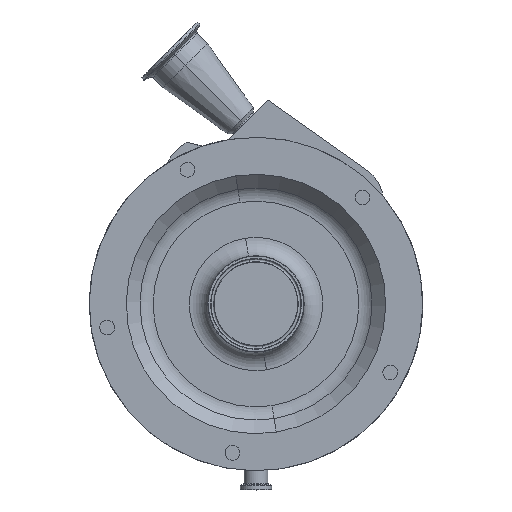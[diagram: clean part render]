
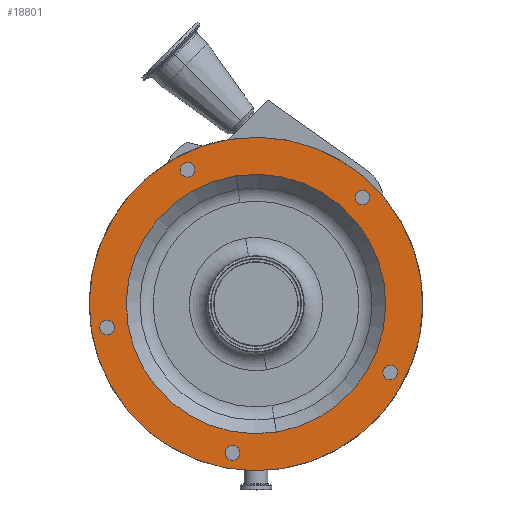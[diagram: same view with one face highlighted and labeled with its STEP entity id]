
A CAD part, top view. The second image highlights one B-rep face of the part: STEP entity #18801.
In plain terms, the highlighted planar face has unit normal (0, 0, 1).
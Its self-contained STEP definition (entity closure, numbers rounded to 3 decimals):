
#83 = FACE_BOUND ( 'NONE', #4055, .T. ) ;
#122 = ORIENTED_EDGE ( 'NONE', *, *, #18870, .F. ) ;
#319 = DIRECTION ( 'NONE',  ( 0., 0., 1. ) ) ;
#676 = DIRECTION ( 'NONE',  ( 0.891, 0.454, 0. ) ) ;
#1408 = CARTESIAN_POINT ( 'NONE',  ( -16.426, 103.707, 241. ) ) ;
#1483 = CARTESIAN_POINT ( 'NONE',  ( -19.085, -120.498, 241. ) ) ;
#1510 = ORIENTED_EDGE ( 'NONE', *, *, #13044, .T. ) ;
#1759 = CIRCLE ( 'NONE', #4855, 6. ) ;
#1849 = CARTESIAN_POINT ( 'NONE',  ( -120.498, -19.085, 241. ) ) ;
#1904 = VERTEX_POINT ( 'NONE', #18656 ) ;
#1946 = DIRECTION ( 'NONE',  ( 0., 0., 1. ) ) ;
#2329 = CARTESIAN_POINT ( 'NONE',  ( 0., 0., 241. ) ) ;
#2594 = DIRECTION ( 'NONE',  ( 0., 0., 1. ) ) ;
#2601 = CIRCLE ( 'NONE', #12788, 105. ) ;
#2933 = DIRECTION ( 'NONE',  ( -0.988, 0.156, 0. ) ) ;
#2961 = CIRCLE ( 'NONE', #5438, 6. ) ;
#3100 = FACE_BOUND ( 'NONE', #4934, .T. ) ;
#3150 = VERTEX_POINT ( 'NONE', #3820 ) ;
#3179 = CIRCLE ( 'NONE', #7811, 6. ) ;
#3198 = DIRECTION ( 'NONE',  ( 0., 0., 1. ) ) ;
#3293 = VERTEX_POINT ( 'NONE', #11364 ) ;
#3596 = CARTESIAN_POINT ( 'NONE',  ( -60.733, 105.979, 241. ) ) ;
#3656 = CIRCLE ( 'NONE', #14453, 105. ) ;
#3671 = FACE_BOUND ( 'NONE', #15855, .T. ) ;
#3820 = CARTESIAN_POINT ( 'NONE',  ( 105.979, -60.733, 241. ) ) ;
#3863 = VERTEX_POINT ( 'NONE', #1408 ) ;
#3923 = DIRECTION ( 'NONE',  ( 0., 0., 1. ) ) ;
#4016 = DIRECTION ( 'NONE',  ( 0., 0., 1. ) ) ;
#4052 = EDGE_CURVE ( 'NONE', #3293, #3150, #1759, .T. ) ;
#4055 = EDGE_LOOP ( 'NONE', ( #122, #13881 ) ) ;
#4110 = CARTESIAN_POINT ( 'NONE',  ( -55.387, 108.703, 241. ) ) ;
#4209 = DIRECTION ( 'NONE',  ( -0.156, 0.988, 0. ) ) ;
#4216 = DIRECTION ( 'NONE',  ( 0., 0., 1. ) ) ;
#4620 = AXIS2_PLACEMENT_3D ( 'NONE', #11276, #3923, #9740 ) ;
#4764 = CARTESIAN_POINT ( 'NONE',  ( -121.437, -13.159, 241. ) ) ;
#4836 = FACE_BOUND ( 'NONE', #16100, .T. ) ;
#4855 = AXIS2_PLACEMENT_3D ( 'NONE', #5374, #4016, #9832 ) ;
#4900 = CIRCLE ( 'NONE', #7055, 6. ) ;
#4934 = EDGE_LOOP ( 'NONE', ( #9442, #17502 ) ) ;
#5374 = CARTESIAN_POINT ( 'NONE',  ( 108.703, -55.387, 241. ) ) ;
#5438 = AXIS2_PLACEMENT_3D ( 'NONE', #16512, #11608, #17506 ) ;
#5498 = CARTESIAN_POINT ( 'NONE',  ( 86.267, 86.267, 241. ) ) ;
#6141 = DIRECTION ( 'NONE',  ( 0., 0., 1. ) ) ;
#6204 = DIRECTION ( 'NONE',  ( -0.156, 0.988, 0. ) ) ;
#6538 = ORIENTED_EDGE ( 'NONE', *, *, #10254, .F. ) ;
#6698 = EDGE_CURVE ( 'NONE', #14695, #18275, #18281, .T. ) ;
#6849 = EDGE_CURVE ( 'NONE', #14711, #11966, #3179, .T. ) ;
#7055 = AXIS2_PLACEMENT_3D ( 'NONE', #4110, #17271, #17171 ) ;
#7373 = CIRCLE ( 'NONE', #13553, 6. ) ;
#7410 = ORIENTED_EDGE ( 'NONE', *, *, #6849, .F. ) ;
#7529 = ORIENTED_EDGE ( 'NONE', *, *, #10419, .T. ) ;
#7811 = AXIS2_PLACEMENT_3D ( 'NONE', #10563, #3198, #676 ) ;
#8091 = EDGE_LOOP ( 'NONE', ( #7529, #1510 ) ) ;
#8113 = EDGE_CURVE ( 'NONE', #3863, #9158, #2601, .T. ) ;
#8468 = CARTESIAN_POINT ( 'NONE',  ( 0., 0., 241. ) ) ;
#8491 = AXIS2_PLACEMENT_3D ( 'NONE', #8468, #17455, #17551 ) ;
#8553 = CARTESIAN_POINT ( 'NONE',  ( -13.159, -121.437, 241. ) ) ;
#8610 = CIRCLE ( 'NONE', #11670, 6. ) ;
#8790 = EDGE_LOOP ( 'NONE', ( #10445, #7410 ) ) ;
#8904 = FACE_BOUND ( 'NONE', #8790, .T. ) ;
#9123 = VERTEX_POINT ( 'NONE', #10824 ) ;
#9158 = VERTEX_POINT ( 'NONE', #14279 ) ;
#9442 = ORIENTED_EDGE ( 'NONE', *, *, #11044, .F. ) ;
#9483 = DIRECTION ( 'NONE',  ( 0., 0., -1. ) ) ;
#9740 = DIRECTION ( 'NONE',  ( -0.156, 0.988, 0. ) ) ;
#9832 = DIRECTION ( 'NONE',  ( -0.454, -0.891, 0. ) ) ;
#9834 = AXIS2_PLACEMENT_3D ( 'NONE', #1483, #319, #2933 ) ;
#10216 = CARTESIAN_POINT ( 'NONE',  ( -19.085, -120.498, 241. ) ) ;
#10254 = EDGE_CURVE ( 'NONE', #3150, #3293, #2961, .T. ) ;
#10402 = CARTESIAN_POINT ( 'NONE',  ( 86.267, 86.267, 241. ) ) ;
#10414 = ORIENTED_EDGE ( 'NONE', *, *, #8113, .F. ) ;
#10419 = EDGE_CURVE ( 'NONE', #9123, #16169, #10676, .T. ) ;
#10430 = EDGE_CURVE ( 'NONE', #10984, #12735, #18421, .T. ) ;
#10445 = ORIENTED_EDGE ( 'NONE', *, *, #13923, .F. ) ;
#10563 = CARTESIAN_POINT ( 'NONE',  ( -55.387, 108.703, 241. ) ) ;
#10655 = CARTESIAN_POINT ( 'NONE',  ( 0., 0., 241. ) ) ;
#10676 = CIRCLE ( 'NONE', #8491, 135. ) ;
#10743 = DIRECTION ( 'NONE',  ( -1., 0., 0. ) ) ;
#10784 = ORIENTED_EDGE ( 'NONE', *, *, #6698, .F. ) ;
#10824 = CARTESIAN_POINT ( 'NONE',  ( -21.119, 133.338, 241. ) ) ;
#10984 = VERTEX_POINT ( 'NONE', #8553 ) ;
#11044 = EDGE_CURVE ( 'NONE', #12735, #10984, #18477, .T. ) ;
#11276 = CARTESIAN_POINT ( 'NONE',  ( 0., 0., 241. ) ) ;
#11306 = DIRECTION ( 'NONE',  ( 0.707, -0.707, 0. ) ) ;
#11364 = CARTESIAN_POINT ( 'NONE',  ( 111.427, -50.041, 241. ) ) ;
#11416 = CIRCLE ( 'NONE', #4620, 135. ) ;
#11467 = CARTESIAN_POINT ( 'NONE',  ( -120.498, -19.085, 241. ) ) ;
#11550 = EDGE_CURVE ( 'NONE', #9158, #3863, #3656, .T. ) ;
#11608 = DIRECTION ( 'NONE',  ( 0., 0., 1. ) ) ;
#11670 = AXIS2_PLACEMENT_3D ( 'NONE', #11467, #18717, #4209 ) ;
#11674 = CARTESIAN_POINT ( 'NONE',  ( 82.024, 90.51, 241. ) ) ;
#11765 = ORIENTED_EDGE ( 'NONE', *, *, #4052, .F. ) ;
#11845 = EDGE_LOOP ( 'NONE', ( #6538, #11765 ) ) ;
#11966 = VERTEX_POINT ( 'NONE', #14883 ) ;
#12034 = DIRECTION ( 'NONE',  ( 0.707, -0.707, 0. ) ) ;
#12092 = DIRECTION ( 'NONE',  ( 0., 0., 1. ) ) ;
#12516 = ORIENTED_EDGE ( 'NONE', *, *, #11550, .F. ) ;
#12735 = VERTEX_POINT ( 'NONE', #16784 ) ;
#12788 = AXIS2_PLACEMENT_3D ( 'NONE', #2329, #15675, #15291 ) ;
#13024 = AXIS2_PLACEMENT_3D ( 'NONE', #1849, #12092, #17699 ) ;
#13044 = EDGE_CURVE ( 'NONE', #16169, #9123, #11416, .T. ) ;
#13334 = FACE_OUTER_BOUND ( 'NONE', #8091, .T. ) ;
#13476 = CARTESIAN_POINT ( 'NONE',  ( -119.559, -25.011, 241. ) ) ;
#13522 = CARTESIAN_POINT ( 'NONE',  ( 21.119, -133.338, 241. ) ) ;
#13553 = AXIS2_PLACEMENT_3D ( 'NONE', #10402, #6141, #12034 ) ;
#13791 = EDGE_CURVE ( 'NONE', #18275, #14695, #8610, .T. ) ;
#13881 = ORIENTED_EDGE ( 'NONE', *, *, #14026, .F. ) ;
#13923 = EDGE_CURVE ( 'NONE', #11966, #14711, #4900, .T. ) ;
#14026 = EDGE_CURVE ( 'NONE', #14887, #1904, #7373, .T. ) ;
#14054 = AXIS2_PLACEMENT_3D ( 'NONE', #10216, #4216, #16015 ) ;
#14279 = CARTESIAN_POINT ( 'NONE',  ( 16.426, -103.707, 241. ) ) ;
#14453 = AXIS2_PLACEMENT_3D ( 'NONE', #10655, #1946, #6204 ) ;
#14695 = VERTEX_POINT ( 'NONE', #4764 ) ;
#14711 = VERTEX_POINT ( 'NONE', #3596 ) ;
#14883 = CARTESIAN_POINT ( 'NONE',  ( -50.041, 111.427, 241. ) ) ;
#14887 = VERTEX_POINT ( 'NONE', #11674 ) ;
#15074 = CIRCLE ( 'NONE', #17528, 6. ) ;
#15090 = CARTESIAN_POINT ( 'NONE',  ( -38.52, -6.101, 241. ) ) ;
#15291 = DIRECTION ( 'NONE',  ( -0.156, 0.988, 0. ) ) ;
#15675 = DIRECTION ( 'NONE',  ( 0., 0., 1. ) ) ;
#15855 = EDGE_LOOP ( 'NONE', ( #10784, #18646 ) ) ;
#15992 = AXIS2_PLACEMENT_3D ( 'NONE', #15090, #9483, #10743 ) ;
#16015 = DIRECTION ( 'NONE',  ( -0.988, 0.156, 0. ) ) ;
#16100 = EDGE_LOOP ( 'NONE', ( #10414, #12516 ) ) ;
#16169 = VERTEX_POINT ( 'NONE', #13522 ) ;
#16342 = FACE_BOUND ( 'NONE', #11845, .T. ) ;
#16512 = CARTESIAN_POINT ( 'NONE',  ( 108.703, -55.387, 241. ) ) ;
#16784 = CARTESIAN_POINT ( 'NONE',  ( -25.011, -119.559, 241. ) ) ;
#17171 = DIRECTION ( 'NONE',  ( 0.891, 0.454, 0. ) ) ;
#17271 = DIRECTION ( 'NONE',  ( 0., 0., 1. ) ) ;
#17455 = DIRECTION ( 'NONE',  ( 0., 0., 1. ) ) ;
#17502 = ORIENTED_EDGE ( 'NONE', *, *, #10430, .F. ) ;
#17506 = DIRECTION ( 'NONE',  ( -0.454, -0.891, 0. ) ) ;
#17528 = AXIS2_PLACEMENT_3D ( 'NONE', #5498, #2594, #11306 ) ;
#17551 = DIRECTION ( 'NONE',  ( -0.156, 0.988, 0. ) ) ;
#17699 = DIRECTION ( 'NONE',  ( -0.156, 0.988, 0. ) ) ;
#18075 = PLANE ( 'NONE',  #15992 ) ;
#18275 = VERTEX_POINT ( 'NONE', #13476 ) ;
#18281 = CIRCLE ( 'NONE', #13024, 6. ) ;
#18421 = CIRCLE ( 'NONE', #14054, 6. ) ;
#18477 = CIRCLE ( 'NONE', #9834, 6. ) ;
#18646 = ORIENTED_EDGE ( 'NONE', *, *, #13791, .F. ) ;
#18656 = CARTESIAN_POINT ( 'NONE',  ( 90.51, 82.024, 241. ) ) ;
#18717 = DIRECTION ( 'NONE',  ( 0., 0., 1. ) ) ;
#18801 = ADVANCED_FACE ( 'NONE', ( #13334, #8904, #83, #16342, #3100, #3671, #4836 ), #18075, .F. ) ;
#18870 = EDGE_CURVE ( 'NONE', #1904, #14887, #15074, .T. ) ;
